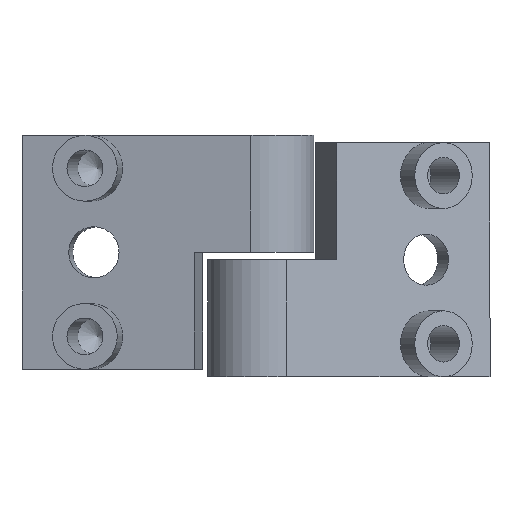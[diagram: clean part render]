
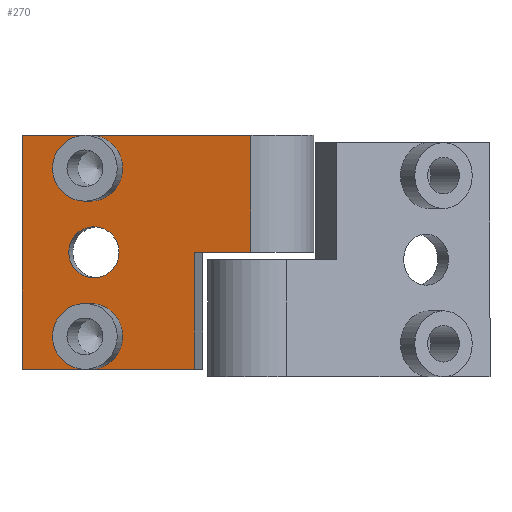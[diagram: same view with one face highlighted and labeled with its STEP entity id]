
A CAD part, front view. The second image highlights one B-rep face of the part: STEP entity #270.
In plain terms, the highlighted face is planar.
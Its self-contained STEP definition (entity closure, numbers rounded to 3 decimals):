
#23=LINE('',#432,#41);
#24=LINE('',#434,#42);
#25=LINE('',#435,#43);
#26=LINE('',#437,#44);
#27=LINE('',#439,#45);
#28=LINE('',#440,#46);
#29=LINE('',#442,#47);
#30=LINE('',#443,#48);
#41=VECTOR('',#352,7.859);
#42=VECTOR('',#353,16.);
#43=VECTOR('',#354,22.359);
#44=VECTOR('',#355,9.5);
#45=VECTOR('',#356,32.);
#46=VECTOR('',#357,9.5);
#47=VECTOR('',#358,14.5);
#48=VECTOR('',#359,16.);
#61=PLANE('',#298);
#74=FACE_BOUND('',#117,.T.);
#92=FACE_OUTER_BOUND('',#116,.T.);
#116=EDGE_LOOP('',(#211,#212,#213,#214,#215,#216,#217,#218,#219,#220));
#117=EDGE_LOOP('',(#221));
#135=CIRCLE('',#292,4.5);
#137=CIRCLE('',#296,4.5);
#138=CIRCLE('',#299,3.5);
#148=VERTEX_POINT('',#420);
#150=VERTEX_POINT('',#426);
#151=VERTEX_POINT('',#430);
#152=VERTEX_POINT('',#431);
#153=VERTEX_POINT('',#433);
#154=VERTEX_POINT('',#436);
#155=VERTEX_POINT('',#438);
#156=VERTEX_POINT('',#441);
#157=VERTEX_POINT('',#444);
#171=EDGE_CURVE('',#148,#148,#135,.T.);
#173=EDGE_CURVE('',#150,#150,#137,.T.);
#174=EDGE_CURVE('',#151,#152,#23,.T.);
#175=EDGE_CURVE('',#152,#153,#24,.T.);
#176=EDGE_CURVE('',#153,#148,#25,.T.);
#177=EDGE_CURVE('',#148,#154,#26,.T.);
#178=EDGE_CURVE('',#154,#155,#27,.T.);
#179=EDGE_CURVE('',#155,#150,#28,.T.);
#180=EDGE_CURVE('',#150,#156,#29,.T.);
#181=EDGE_CURVE('',#156,#151,#30,.T.);
#182=EDGE_CURVE('',#157,#157,#138,.T.);
#211=ORIENTED_EDGE('',*,*,#174,.T.);
#212=ORIENTED_EDGE('',*,*,#175,.T.);
#213=ORIENTED_EDGE('',*,*,#176,.T.);
#214=ORIENTED_EDGE('',*,*,#171,.T.);
#215=ORIENTED_EDGE('',*,*,#177,.T.);
#216=ORIENTED_EDGE('',*,*,#178,.T.);
#217=ORIENTED_EDGE('',*,*,#179,.T.);
#218=ORIENTED_EDGE('',*,*,#173,.T.);
#219=ORIENTED_EDGE('',*,*,#180,.T.);
#220=ORIENTED_EDGE('',*,*,#181,.T.);
#221=ORIENTED_EDGE('',*,*,#182,.T.);
#270=ADVANCED_FACE('',(#92,#74),#61,.T.);
#292=AXIS2_PLACEMENT_3D('',#421,#338,#339);
#296=AXIS2_PLACEMENT_3D('',#427,#346,#347);
#298=AXIS2_PLACEMENT_3D('',#429,#350,#351);
#299=AXIS2_PLACEMENT_3D('',#445,#360,#361);
#338=DIRECTION('center_axis',(0.,1.,0.));
#339=DIRECTION('ref_axis',(-1.,0.,0.));
#346=DIRECTION('center_axis',(0.,1.,0.));
#347=DIRECTION('ref_axis',(-1.,0.,0.));
#350=DIRECTION('center_axis',(0.,-1.,0.));
#351=DIRECTION('ref_axis',(0.,0.,-1.));
#352=DIRECTION('',(1.,0.,0.));
#353=DIRECTION('',(0.,0.,1.));
#354=DIRECTION('',(-1.,0.,0.));
#355=DIRECTION('',(-1.,0.,0.));
#356=DIRECTION('',(0.,0.,-1.));
#357=DIRECTION('',(1.,0.,0.));
#358=DIRECTION('',(1.,0.,0.));
#359=DIRECTION('',(0.,0.,1.));
#360=DIRECTION('center_axis',(0.,1.,0.));
#361=DIRECTION('ref_axis',(1.,0.,0.));
#420=CARTESIAN_POINT('',(-10.,0.,16.));
#421=CARTESIAN_POINT('Origin',(-10.,0.,11.5));
#426=CARTESIAN_POINT('',(-10.,0.,-16.));
#427=CARTESIAN_POINT('Origin',(-10.,0.,-11.5));
#429=CARTESIAN_POINT('Origin',(0.,0.,0.));
#430=CARTESIAN_POINT('',(4.5,0.,0.));
#431=CARTESIAN_POINT('',(12.359,0.,0.));
#432=CARTESIAN_POINT('',(11.5,0.,0.));
#433=CARTESIAN_POINT('',(12.359,0.,16.));
#434=CARTESIAN_POINT('',(12.359,0.,16.));
#435=CARTESIAN_POINT('',(19.5,0.,16.));
#436=CARTESIAN_POINT('',(-19.5,0.,16.));
#437=CARTESIAN_POINT('',(19.5,0.,16.));
#438=CARTESIAN_POINT('',(-19.5,0.,-16.));
#439=CARTESIAN_POINT('',(-19.5,0.,16.));
#440=CARTESIAN_POINT('',(-19.5,0.,-16.));
#441=CARTESIAN_POINT('',(4.5,0.,-16.));
#442=CARTESIAN_POINT('',(-19.5,0.,-16.));
#443=CARTESIAN_POINT('',(4.5,0.,0.));
#444=CARTESIAN_POINT('',(-13.,0.,0.));
#445=CARTESIAN_POINT('Origin',(-9.5,0.,0.));
